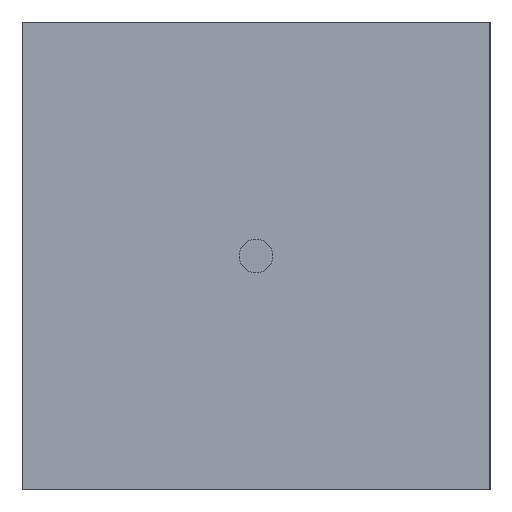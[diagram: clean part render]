
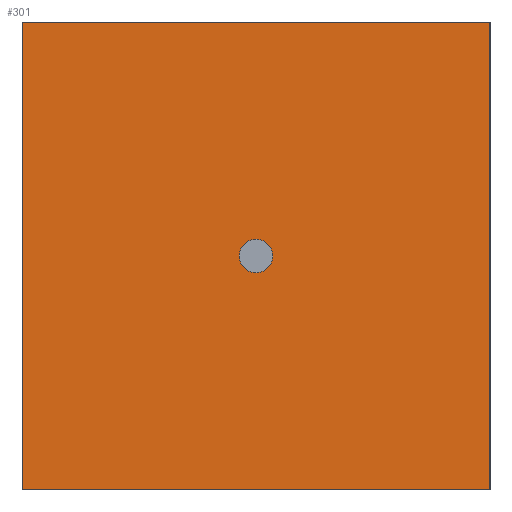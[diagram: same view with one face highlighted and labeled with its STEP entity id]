
A CAD part, left-side view. The second image highlights one B-rep face of the part: STEP entity #301.
In plain terms, the highlighted planar face has unit normal (-1, 0, 0).
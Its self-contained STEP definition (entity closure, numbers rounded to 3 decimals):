
#12 = ORIENTED_EDGE ( 'NONE', *, *, #335, .T. ) ;
#19 = DIRECTION ( 'NONE',  ( 0., 0., -1. ) ) ;
#20 = DIRECTION ( 'NONE',  ( 1., 0., 0. ) ) ;
#21 = CARTESIAN_POINT ( 'NONE',  ( -31.75, 0., 0. ) ) ;
#22 = DIRECTION ( 'NONE',  ( 0., -1., 0. ) ) ;
#41 = CIRCLE ( 'NONE', #115, 0.457 ) ;
#42 = VECTOR ( 'NONE', #22, 1000. ) ;
#44 = VECTOR ( 'NONE', #185, 1000. ) ;
#45 = LINE ( 'NONE', #175, #42 ) ;
#48 = LINE ( 'NONE', #183, #44 ) ;
#52 = CIRCLE ( 'NONE', #113, 0.457 ) ;
#85 = EDGE_LOOP ( 'NONE', ( #219, #223 ) ) ;
#90 = EDGE_LOOP ( 'NONE', ( #222, #213, #212, #12 ) ) ;
#92 = VECTOR ( 'NONE', #263, 1000. ) ;
#96 = LINE ( 'NONE', #262, #205 ) ;
#100 = LINE ( 'NONE', #266, #92 ) ;
#113 = AXIS2_PLACEMENT_3D ( 'NONE', #180, #179, #176 ) ;
#115 = AXIS2_PLACEMENT_3D ( 'NONE', #21, #20, #19 ) ;
#116 = EDGE_CURVE ( 'NONE', #233, #214, #52, .T. ) ;
#125 = EDGE_CURVE ( 'NONE', #238, #236, #48, .T. ) ;
#126 = EDGE_CURVE ( 'NONE', #216, #236, #45, .T. ) ;
#128 = EDGE_CURVE ( 'NONE', #214, #233, #41, .T. ) ;
#139 = FACE_BOUND ( 'NONE', #85, .T. ) ;
#143 = FACE_OUTER_BOUND ( 'NONE', #90, .T. ) ;
#153 = CARTESIAN_POINT ( 'NONE',  ( -31.75, -6.35, 6.35 ) ) ;
#155 = CARTESIAN_POINT ( 'NONE',  ( -31.75, -6.35, -6.35 ) ) ;
#157 = CARTESIAN_POINT ( 'NONE',  ( -31.75, 0., -0.457 ) ) ;
#175 = CARTESIAN_POINT ( 'NONE',  ( -31.75, -6.35, -6.35 ) ) ;
#176 = DIRECTION ( 'NONE',  ( 0., 0., -1. ) ) ;
#179 = DIRECTION ( 'NONE',  ( 1., 0., 0. ) ) ;
#180 = CARTESIAN_POINT ( 'NONE',  ( -31.75, 0., 0. ) ) ;
#183 = CARTESIAN_POINT ( 'NONE',  ( -31.75, -6.35, 6.35 ) ) ;
#185 = DIRECTION ( 'NONE',  ( 0., 0., -1. ) ) ;
#190 = DIRECTION ( 'NONE',  ( 0., -1., 0. ) ) ;
#204 = PLANE ( 'NONE',  #347 ) ;
#205 = VECTOR ( 'NONE', #190, 1000. ) ;
#212 = ORIENTED_EDGE ( 'NONE', *, *, #336, .F. ) ;
#213 = ORIENTED_EDGE ( 'NONE', *, *, #125, .F. ) ;
#214 = VERTEX_POINT ( 'NONE', #245 ) ;
#216 = VERTEX_POINT ( 'NONE', #307 ) ;
#219 = ORIENTED_EDGE ( 'NONE', *, *, #116, .T. ) ;
#222 = ORIENTED_EDGE ( 'NONE', *, *, #126, .T. ) ;
#223 = ORIENTED_EDGE ( 'NONE', *, *, #128, .T. ) ;
#230 = VERTEX_POINT ( 'NONE', #306 ) ;
#233 = VERTEX_POINT ( 'NONE', #157 ) ;
#236 = VERTEX_POINT ( 'NONE', #155 ) ;
#238 = VERTEX_POINT ( 'NONE', #153 ) ;
#245 = CARTESIAN_POINT ( 'NONE',  ( -31.75, 0., 0.457 ) ) ;
#262 = CARTESIAN_POINT ( 'NONE',  ( -31.75, -6.35, 6.35 ) ) ;
#263 = DIRECTION ( 'NONE',  ( 0., 0., -1. ) ) ;
#266 = CARTESIAN_POINT ( 'NONE',  ( -31.75, 6.35, 6.35 ) ) ;
#275 = DIRECTION ( 'NONE',  ( 0., 0., -1. ) ) ;
#277 = CARTESIAN_POINT ( 'NONE',  ( -31.75, -6.35, 6.35 ) ) ;
#281 = DIRECTION ( 'NONE',  ( 1., 0., 0. ) ) ;
#301 = ADVANCED_FACE ( 'NONE', ( #139, #143 ), #204, .F. ) ;
#306 = CARTESIAN_POINT ( 'NONE',  ( -31.75, 6.35, 6.35 ) ) ;
#307 = CARTESIAN_POINT ( 'NONE',  ( -31.75, 6.35, -6.35 ) ) ;
#335 = EDGE_CURVE ( 'NONE', #230, #216, #100, .T. ) ;
#336 = EDGE_CURVE ( 'NONE', #230, #238, #96, .T. ) ;
#347 = AXIS2_PLACEMENT_3D ( 'NONE', #277, #281, #275 ) ;
